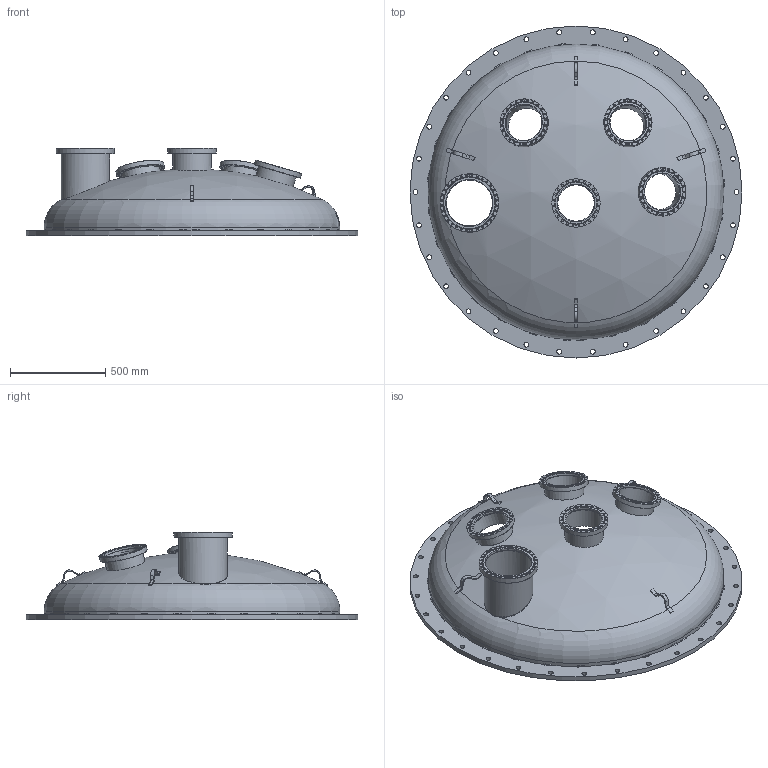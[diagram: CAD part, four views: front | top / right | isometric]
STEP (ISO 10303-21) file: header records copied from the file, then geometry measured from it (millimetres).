
FILE_DESCRIPTION (( 'STEP AP214' ), '1' );
FILE_NAME ('D1900117-v6 A+, BSC3, 60.5in DOOR (TYPE I).STEP', '2020-01-10T00:51:03', ( '' ), ( '' ), 'SwSTEP 2.0', 'SolidWorks 2019', '' );
FILE_SCHEMA (( 'AUTOMOTIVE_DESIGN' ));
Length unit declared in the file: inch
Products named in the file (1): D1900117-v6 A+, BSC3, 60.5in DOOR (TYPE I)
Bounding box: 1739.9 x 1739.9 x 457.2 mm (x, y, z)
Volume: 31958309.4 mm3; surface area: 7395271.3 mm2
Topology: 41 solids, 41 shells, 778 faces, 2034 edges, 1350 vertices
Faces by surface type: cylinder 282, cone 260, plane 225, sphere 7, torus 4
Full cylindrical faces by diameter (mm): 8.433 x128, 25.4 x30, 190.5 x4, 198.425 x4, 203.2 x4, 203.708 x5, 204.216 x3, 216.916 x3, 222.25 x4, 241.3 x1, 247.65 x1, 253.238 x4, 254 x1, 254.508 x1, 254.61 x1, 268.732 x1, 274.32 x1, 305.994 x1, 1536.7 x2, 1549.4 x1, 1550.924 x1, 1739.9 x1
Entity records: 24054 total; most frequent: CARTESIAN_POINT 5156, DIRECTION 3730, ORIENTED_EDGE 2756, AXIS2_PLACEMENT_3D 1608, EDGE_LOOP 1561, EDGE_CURVE 1378, VERTEX_POINT 1123, FACE_OUTER_BOUND 988
